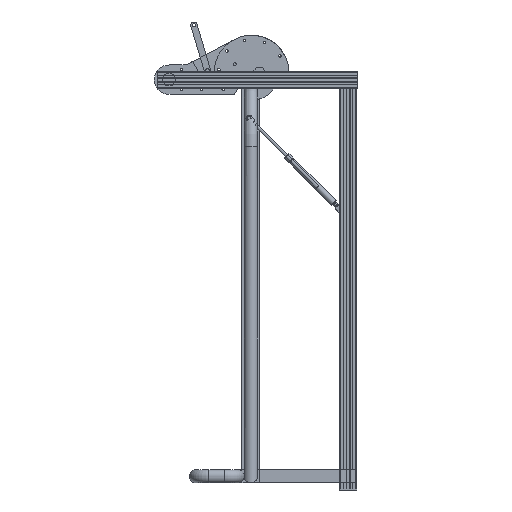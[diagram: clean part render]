
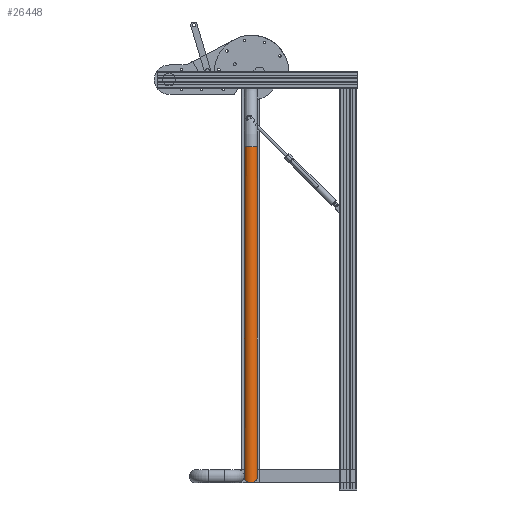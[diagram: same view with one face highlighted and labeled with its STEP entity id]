
A CAD part, left-side view. The second image highlights one B-rep face of the part: STEP entity #26448.
In plain terms, the highlighted cylindrical face has radius 15 mm (diameter 30 mm), a full revolution.
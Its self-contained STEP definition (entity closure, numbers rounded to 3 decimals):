
#1700=FACE_OUTER_BOUND('',#3203,.T.);
#3203=EDGE_LOOP('',(#19468,#19469,#19470,#19471,#19472,#19473,#19474));
#4864=CIRCLE('',#28427,15.);
#4865=CIRCLE('',#28428,15.);
#5751=ELLIPSE('',#27680,21.213,15.);
#5752=ELLIPSE('',#27681,21.213,15.);
#5761=ELLIPSE('',#28426,21.213,15.);
#6470=LINE('',#41667,#9089);
#9089=VECTOR('',#32658,15.);
#11011=VERTEX_POINT('',#38651);
#11013=VERTEX_POINT('',#38654);
#11014=VERTEX_POINT('',#38656);
#11734=VERTEX_POINT('',#41666);
#11735=VERTEX_POINT('',#41668);
#13558=EDGE_CURVE('',#11013,#11011,#5751,.T.);
#13559=EDGE_CURVE('',#11014,#11013,#5752,.T.);
#14689=EDGE_CURVE('',#11011,#11014,#5761,.T.);
#14690=EDGE_CURVE('',#11014,#11734,#6470,.T.);
#14691=EDGE_CURVE('',#11735,#11734,#4864,.T.);
#14692=EDGE_CURVE('',#11734,#11735,#4865,.T.);
#19468=ORIENTED_EDGE('',*,*,#14689,.T.);
#19469=ORIENTED_EDGE('',*,*,#14690,.T.);
#19470=ORIENTED_EDGE('',*,*,#14691,.F.);
#19471=ORIENTED_EDGE('',*,*,#14692,.F.);
#19472=ORIENTED_EDGE('',*,*,#14690,.F.);
#19473=ORIENTED_EDGE('',*,*,#13559,.T.);
#19474=ORIENTED_EDGE('',*,*,#13558,.T.);
#25610=CYLINDRICAL_SURFACE('',#28425,15.);
#26448=ADVANCED_FACE('',(#1700),#25610,.T.);
#27680=AXIS2_PLACEMENT_3D('',#38655,#30468,#30469);
#27681=AXIS2_PLACEMENT_3D('',#38657,#30470,#30471);
#28425=AXIS2_PLACEMENT_3D('',#41664,#32654,#32655);
#28426=AXIS2_PLACEMENT_3D('',#41665,#32656,#32657);
#28427=AXIS2_PLACEMENT_3D('',#41669,#32659,#32660);
#28428=AXIS2_PLACEMENT_3D('',#41670,#32661,#32662);
#30468=DIRECTION('center_axis',(-0.707,0.,0.707));
#30469=DIRECTION('ref_axis',(0.707,0.,0.707));
#30470=DIRECTION('center_axis',(-0.707,0.,0.707));
#30471=DIRECTION('ref_axis',(0.707,0.,0.707));
#32654=DIRECTION('center_axis',(0.,0.,-1.));
#32655=DIRECTION('ref_axis',(1.,0.,0.));
#32656=DIRECTION('center_axis',(-0.707,0.,0.707));
#32657=DIRECTION('ref_axis',(0.707,0.,0.707));
#32658=DIRECTION('',(0.,0.,1.));
#32659=DIRECTION('center_axis',(0.,0.,1.));
#32660=DIRECTION('ref_axis',(1.,0.,0.));
#32661=DIRECTION('center_axis',(0.,0.,1.));
#32662=DIRECTION('ref_axis',(1.,0.,0.));
#38651=CARTESIAN_POINT('',(0.,15.,0.));
#38654=CARTESIAN_POINT('',(0.,-15.,0.));
#38655=CARTESIAN_POINT('Origin',(0.,0.,0.));
#38656=CARTESIAN_POINT('',(-15.,0.,-15.));
#38657=CARTESIAN_POINT('Origin',(0.,0.,0.));
#41664=CARTESIAN_POINT('Origin',(0.,0.,750.));
#41665=CARTESIAN_POINT('Origin',(0.,0.,0.));
#41666=CARTESIAN_POINT('',(-15.,0.,750.));
#41667=CARTESIAN_POINT('',(-15.,0.,750.));
#41668=CARTESIAN_POINT('',(15.,0.,750.));
#41669=CARTESIAN_POINT('Origin',(0.,0.,750.));
#41670=CARTESIAN_POINT('Origin',(0.,0.,750.));
